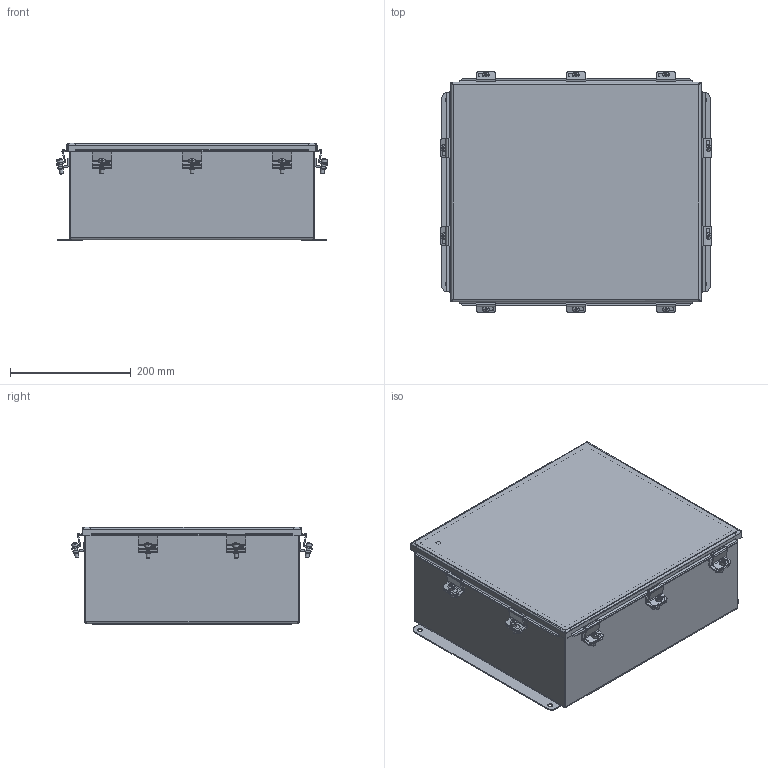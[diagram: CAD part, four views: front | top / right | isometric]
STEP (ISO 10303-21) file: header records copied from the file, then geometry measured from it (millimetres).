
FILE_DESCRIPTION(/* description */ ('NEMA4,JIC,304SS,16X14X6'),/* implementation_level */ '2;1');
FILE_NAME(/* name */ 'BN4161406SS.stp',/* time_stamp */ '2021-10-14T10:45:14-05:00',/* author */ ('samuelbadillo'),/* organization */ (''),/* preprocessor_version */ 'ST-DEVELOPER v18',/* originating_system */ 'Autodesk Inventor 2020',/* authorisation */ '');
FILE_SCHEMA (('AUTOMOTIVE_DESIGN { 1 0 10303 214 3 1 1 }'));
Length unit declared in the file: inch
Products named in the file (10): BN4161406SS; 34973; C2002; 372134; C2001; B_1614SSLID; HFW3883; B_161406_SSBKP; 34857; B_1614_FIP
Assembly tree (40 placements, depth 2):
  BN4161406SS
    34973  x4
    C2002  x10
    372134  x10
    C2001  x10
    B_1614SSLID
    HFW3883
    B_161406_SSBKP
    34857  x2
    B_1614_FIP
Bounding box: 449.78 x 399.02 x 162.15 mm (x, y, z)
Volume: 1029243.4 mm3; surface area: 1281487.1 mm2
Topology: 40 solids, 40 shells, 931 faces, 2304 edges, 1517 vertices
Faces by surface type: plane 532, cylinder 266, torus 54, bspline 48, sphere 20, cone 11
Full cylindrical faces by diameter (mm): 2.794 x40, 3.962 x4, 4.826 x1, 4.978 x10, 6.35 x10, 7.62 x4, 7.874 x4, 8.56 x1, 8.738 x10, 10.402 x10, 15.875 x4
Entity records: 10300 total; most frequent: CARTESIAN_POINT 2589, DIRECTION 1457, ORIENTED_EDGE 1416, EDGE_CURVE 708, AXIS2_PLACEMENT_3D 500, LINE 457, VECTOR 457, VERTEX_POINT 427
